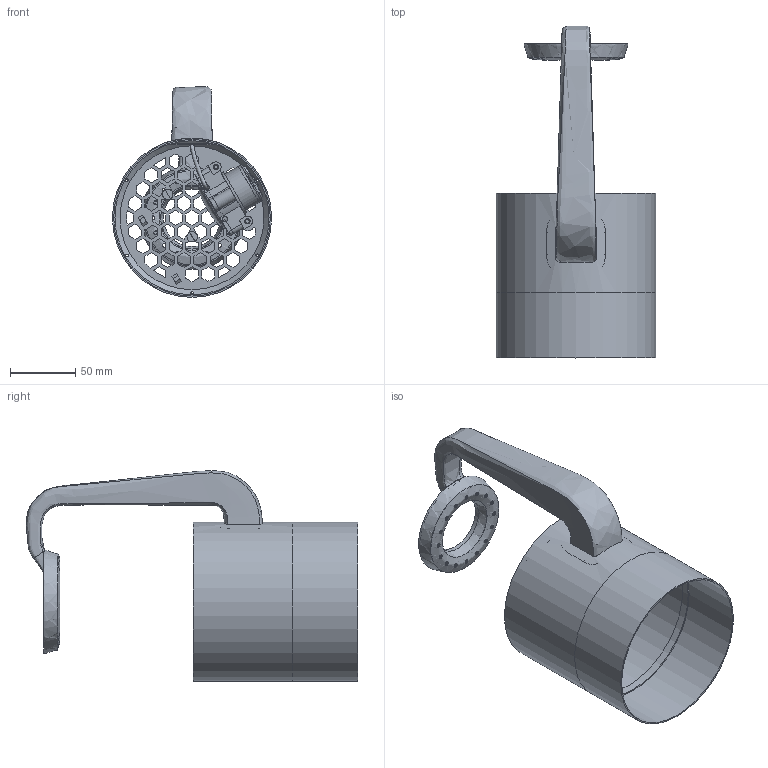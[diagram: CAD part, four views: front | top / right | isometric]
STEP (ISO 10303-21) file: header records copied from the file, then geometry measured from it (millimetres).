
FILE_DESCRIPTION(/* description */ (''),/* implementation_level */ '2;1');
FILE_NAME(/* name */ 'f283e814-6a12-49c0-8263-0ce6540903a7.stp',/* time_stamp */ '2019-03-24T16:47:03+02:00',/* author */ (''),/* organization */ (''),/* preprocessor_version */ 'ST-DEVELOPER v17.2',/* originating_system */ 'Autodesk Translation Framework v7.6.0.251',/* authorisation */ '');
FILE_SCHEMA (('AUTOMOTIVE_DESIGN { 1 0 10303 214 3 1 1 }'));
Length unit declared in the file: millimetre
Products named in the file (9): Concept1 (mockup); Pump; Shell element; Plate; Arduino UNO v3; Extention2; Circular water dispenser; Water reserve; Silicone tube for water
Assembly tree (8 placements, depth 2):
  Concept1 (mockup)
    Pump
    Shell element
    Plate
    Arduino UNO v3
    Extention2
    Circular water dispenser
    Water reserve
    Silicone tube for water
Bounding box: 122 x 254.05 x 161.42 mm (x, y, z)
Volume: 148442.7 mm3; surface area: 203891.9 mm2
Topology: 12 solids, 13 shells, 920 faces, 2519 edges, 1644 vertices
Faces by surface type: plane 484, cylinder 262, torus 86, bspline 77, cone 11
Full cylindrical faces by diameter (mm): 2 x22, 3 x22, 3.5 x6, 4 x5, 5 x4, 8 x3, 31 x2, 31.7 x1, 32 x4, 36 x1, 40 x1, 44 x1, 110.2 x1, 118 x1, 119.4 x1, 120 x4, 122 x2
Entity records: 48706 total; most frequent: CARTESIAN_POINT 24729, ORIENTED_EDGE 5034, DIRECTION 4660, EDGE_CURVE 2517, VERTEX_POINT 1644, AXIS2_PLACEMENT_3D 1557, LINE 1546, VECTOR 1546
